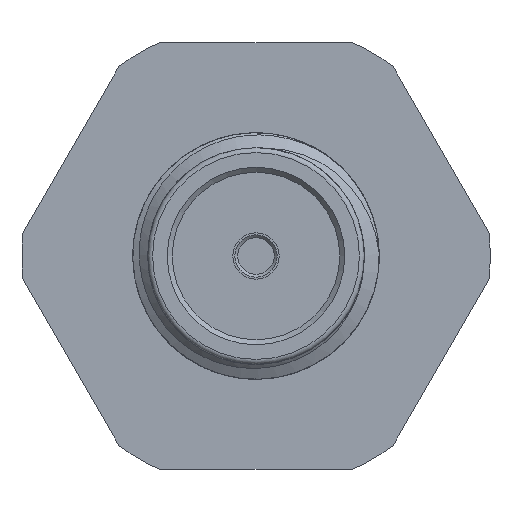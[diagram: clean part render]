
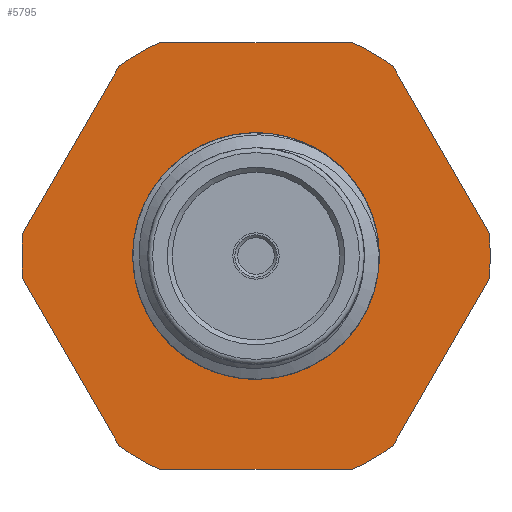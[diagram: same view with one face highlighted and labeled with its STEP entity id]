
A CAD part, left-side view. The second image highlights one B-rep face of the part: STEP entity #5795.
In plain terms, the highlighted planar face has unit normal (-1, 0, 0).
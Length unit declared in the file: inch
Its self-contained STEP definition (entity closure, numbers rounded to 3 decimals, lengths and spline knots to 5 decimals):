
#47 = CARTESIAN_POINT ( 'NONE',  ( 0.383, -0.25003, 0. ) ) ;
#92 = EDGE_CURVE ( 'NONE', #2170, #3880, #5094, .T. ) ;
#93 = CARTESIAN_POINT ( 'NONE',  ( 0.383, -0.09756, 0.21654 ) ) ;
#104 = ORIENTED_EDGE ( 'NONE', *, *, #92, .T. ) ;
#175 = FACE_OUTER_BOUND ( 'NONE', #7445, .T. ) ;
#206 = EDGE_CURVE ( 'NONE', #8238, #6443, #6238, .T. ) ;
#227 = DIRECTION ( 'NONE',  ( 0., 0., 1. ) ) ;
#434 = DIRECTION ( 'NONE',  ( -1., 0., 0. ) ) ;
#438 = ORIENTED_EDGE ( 'NONE', *, *, #4844, .T. ) ;
#567 = ORIENTED_EDGE ( 'NONE', *, *, #2987, .T. ) ;
#621 = AXIS2_PLACEMENT_3D ( 'NONE', #6886, #8198, #4235 ) ;
#673 = ORIENTED_EDGE ( 'NONE', *, *, #8358, .T. ) ;
#755 = EDGE_CURVE ( 'NONE', #8295, #2170, #2823, .T. ) ;
#803 = CARTESIAN_POINT ( 'NONE',  ( 0.383, 0., 0. ) ) ;
#914 = DIRECTION ( 'NONE',  ( 0., 0., 1. ) ) ;
#1027 = CARTESIAN_POINT ( 'NONE',  ( 0.383, 0., 0. ) ) ;
#1045 = FACE_BOUND ( 'NONE', #2510, .T. ) ;
#1231 = EDGE_CURVE ( 'NONE', #4054, #4054, #7604, .T. ) ;
#1332 = DIRECTION ( 'NONE',  ( -1., 0., 0. ) ) ;
#1371 = CIRCLE ( 'NONE', #8435, 0.2375 ) ;
#1434 = AXIS2_PLACEMENT_3D ( 'NONE', #3184, #434, #4796 ) ;
#1490 = PLANE ( 'NONE',  #2913 ) ;
#1492 = CARTESIAN_POINT ( 'NONE',  ( 0.383, 0.13874, -0.19276 ) ) ;
#1497 = DIRECTION ( 'NONE',  ( 0., 0., 1. ) ) ;
#1687 = CARTESIAN_POINT ( 'NONE',  ( 0.383, 0., 0. ) ) ;
#1851 = CIRCLE ( 'NONE', #6539, 0.2375 ) ;
#1861 = ORIENTED_EDGE ( 'NONE', *, *, #3913, .T. ) ;
#1953 = VERTEX_POINT ( 'NONE', #5628 ) ;
#2062 = VERTEX_POINT ( 'NONE', #7020 ) ;
#2078 = ORIENTED_EDGE ( 'NONE', *, *, #5153, .T. ) ;
#2125 = EDGE_CURVE ( 'NONE', #2062, #7716, #1851, .T. ) ;
#2150 = VERTEX_POINT ( 'NONE', #7110 ) ;
#2170 = VERTEX_POINT ( 'NONE', #6526 ) ;
#2310 = CARTESIAN_POINT ( 'NONE',  ( 0.383, -0.12502, 0.21654 ) ) ;
#2500 = CARTESIAN_POINT ( 'NONE',  ( 0.383, -0.23631, -0.02378 ) ) ;
#2510 = EDGE_LOOP ( 'NONE', ( #4621 ) ) ;
#2530 = CARTESIAN_POINT ( 'NONE',  ( 0.383, 0.09756, -0.21654 ) ) ;
#2670 = LINE ( 'NONE', #6965, #7146 ) ;
#2755 = AXIS2_PLACEMENT_3D ( 'NONE', #8718, #3342, #5967 ) ;
#2757 = CARTESIAN_POINT ( 'NONE',  ( 0.383, 0., 0. ) ) ;
#2765 = DIRECTION ( 'NONE',  ( 0., -1., 0. ) ) ;
#2778 = AXIS2_PLACEMENT_3D ( 'NONE', #1687, #3072, #227 ) ;
#2823 = CIRCLE ( 'NONE', #621, 0.2375 ) ;
#2882 = DIRECTION ( 'NONE',  ( 0., -0.5, 0.866 ) ) ;
#2913 = AXIS2_PLACEMENT_3D ( 'NONE', #7632, #7204, #914 ) ;
#2987 = EDGE_CURVE ( 'NONE', #5992, #2150, #6534, .T. ) ;
#3072 = DIRECTION ( 'NONE',  ( -1., 0., 0. ) ) ;
#3184 = CARTESIAN_POINT ( 'NONE',  ( 0.383, 0., 0. ) ) ;
#3265 = VECTOR ( 'NONE', #7715, 39.37008 ) ;
#3342 = DIRECTION ( 'NONE',  ( -1., 0., 0. ) ) ;
#3608 = CARTESIAN_POINT ( 'NONE',  ( 0.383, 0.25003, 0. ) ) ;
#3717 = CARTESIAN_POINT ( 'NONE',  ( 0.383, 0.13874, 0.19276 ) ) ;
#3730 = LINE ( 'NONE', #5523, #6605 ) ;
#3880 = VERTEX_POINT ( 'NONE', #1492 ) ;
#3913 = EDGE_CURVE ( 'NONE', #6133, #5992, #4645, .T. ) ;
#3981 = ORIENTED_EDGE ( 'NONE', *, *, #6893, .T. ) ;
#4054 = VERTEX_POINT ( 'NONE', #5361 ) ;
#4097 = CARTESIAN_POINT ( 'NONE',  ( 0.383, 0.09756, 0.21654 ) ) ;
#4182 = VERTEX_POINT ( 'NONE', #2530 ) ;
#4235 = DIRECTION ( 'NONE',  ( 0., 0., 1. ) ) ;
#4610 = LINE ( 'NONE', #2310, #7564 ) ;
#4621 = ORIENTED_EDGE ( 'NONE', *, *, #1231, .T. ) ;
#4645 = LINE ( 'NONE', #4957, #5589 ) ;
#4743 = CARTESIAN_POINT ( 'NONE',  ( 0.383, 0.23631, 0.02378 ) ) ;
#4796 = DIRECTION ( 'NONE',  ( 0., 0., 1. ) ) ;
#4844 = EDGE_CURVE ( 'NONE', #1953, #6133, #5776, .T. ) ;
#4947 = ORIENTED_EDGE ( 'NONE', *, *, #6820, .T. ) ;
#4957 = CARTESIAN_POINT ( 'NONE',  ( 0.383, -0.12502, -0.21654 ) ) ;
#5053 = ORIENTED_EDGE ( 'NONE', *, *, #7928, .T. ) ;
#5094 = LINE ( 'NONE', #3608, #3265 ) ;
#5153 = EDGE_CURVE ( 'NONE', #2150, #2062, #8838, .T. ) ;
#5361 = CARTESIAN_POINT ( 'NONE',  ( 0.383, 0., 0.11489 ) ) ;
#5367 = VECTOR ( 'NONE', #6977, 39.37008 ) ;
#5429 = AXIS2_PLACEMENT_3D ( 'NONE', #803, #5613, #1497 ) ;
#5523 = CARTESIAN_POINT ( 'NONE',  ( 0.383, 0.12502, -0.21654 ) ) ;
#5570 = ORIENTED_EDGE ( 'NONE', *, *, #755, .T. ) ;
#5589 = VECTOR ( 'NONE', #2882, 39.37008 ) ;
#5613 = DIRECTION ( 'NONE',  ( 1., 0., 0. ) ) ;
#5628 = CARTESIAN_POINT ( 'NONE',  ( 0.383, -0.09756, -0.21654 ) ) ;
#5662 = DIRECTION ( 'NONE',  ( 0., 0.5, -0.866 ) ) ;
#5776 = CIRCLE ( 'NONE', #2755, 0.2375 ) ;
#5795 = ADVANCED_FACE ( 'NONE', ( #1045, #175 ), #1490, .T. ) ;
#5967 = DIRECTION ( 'NONE',  ( 0., 0., 1. ) ) ;
#5992 = VERTEX_POINT ( 'NONE', #2500 ) ;
#6133 = VERTEX_POINT ( 'NONE', #6668 ) ;
#6238 = CIRCLE ( 'NONE', #1434, 0.2375 ) ;
#6443 = VERTEX_POINT ( 'NONE', #3717 ) ;
#6496 = DIRECTION ( 'NONE',  ( -1., 0., 0. ) ) ;
#6526 = CARTESIAN_POINT ( 'NONE',  ( 0.383, 0.23631, -0.02378 ) ) ;
#6534 = CIRCLE ( 'NONE', #2778, 0.2375 ) ;
#6539 = AXIS2_PLACEMENT_3D ( 'NONE', #1027, #6496, #8511 ) ;
#6605 = VECTOR ( 'NONE', #2765, 39.37008 ) ;
#6668 = CARTESIAN_POINT ( 'NONE',  ( 0.383, -0.13874, -0.19276 ) ) ;
#6820 = EDGE_CURVE ( 'NONE', #4182, #1953, #3730, .T. ) ;
#6886 = CARTESIAN_POINT ( 'NONE',  ( 0.383, 0., 0. ) ) ;
#6893 = EDGE_CURVE ( 'NONE', #6443, #8295, #2670, .T. ) ;
#6965 = CARTESIAN_POINT ( 'NONE',  ( 0.383, 0.12502, 0.21654 ) ) ;
#6977 = DIRECTION ( 'NONE',  ( 0., 0.5, 0.866 ) ) ;
#7020 = CARTESIAN_POINT ( 'NONE',  ( 0.383, -0.13874, 0.19276 ) ) ;
#7110 = CARTESIAN_POINT ( 'NONE',  ( 0.383, -0.23631, 0.02378 ) ) ;
#7138 = ORIENTED_EDGE ( 'NONE', *, *, #2125, .T. ) ;
#7146 = VECTOR ( 'NONE', #5662, 39.37008 ) ;
#7204 = DIRECTION ( 'NONE',  ( -1., 0., 0. ) ) ;
#7445 = EDGE_LOOP ( 'NONE', ( #5053, #8093, #3981, #5570, #104, #673, #4947, #438, #1861, #567, #2078, #7138 ) ) ;
#7564 = VECTOR ( 'NONE', #7681, 39.37008 ) ;
#7604 = CIRCLE ( 'NONE', #5429, 0.11489 ) ;
#7632 = CARTESIAN_POINT ( 'NONE',  ( 0.383, 0., 0. ) ) ;
#7681 = DIRECTION ( 'NONE',  ( 0., 1., 0. ) ) ;
#7715 = DIRECTION ( 'NONE',  ( 0., -0.5, -0.866 ) ) ;
#7716 = VERTEX_POINT ( 'NONE', #93 ) ;
#7928 = EDGE_CURVE ( 'NONE', #7716, #8238, #4610, .T. ) ;
#8093 = ORIENTED_EDGE ( 'NONE', *, *, #206, .T. ) ;
#8121 = DIRECTION ( 'NONE',  ( 0., 0., 1. ) ) ;
#8198 = DIRECTION ( 'NONE',  ( -1., 0., 0. ) ) ;
#8238 = VERTEX_POINT ( 'NONE', #4097 ) ;
#8295 = VERTEX_POINT ( 'NONE', #4743 ) ;
#8358 = EDGE_CURVE ( 'NONE', #3880, #4182, #1371, .T. ) ;
#8435 = AXIS2_PLACEMENT_3D ( 'NONE', #2757, #1332, #8121 ) ;
#8511 = DIRECTION ( 'NONE',  ( 0., 0., 1. ) ) ;
#8718 = CARTESIAN_POINT ( 'NONE',  ( 0.383, 0., 0. ) ) ;
#8838 = LINE ( 'NONE', #47, #5367 ) ;
